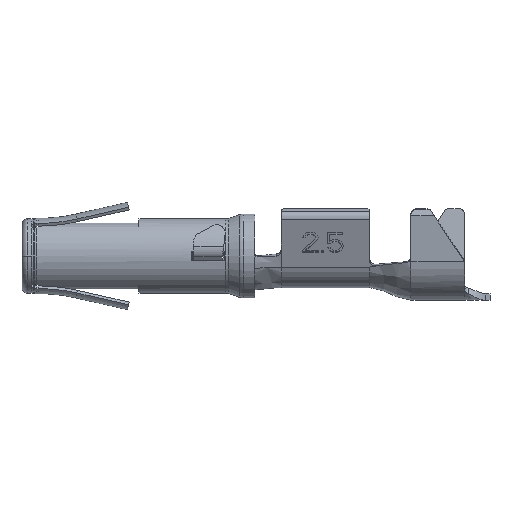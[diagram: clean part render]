
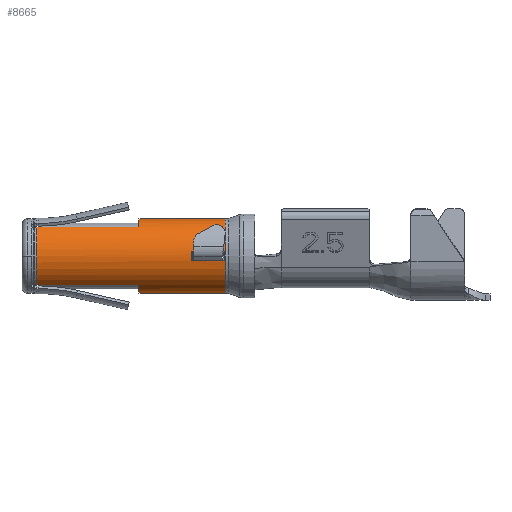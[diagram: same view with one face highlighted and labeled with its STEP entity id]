
A CAD part, left-side view. The second image highlights one B-rep face of the part: STEP entity #8665.
In plain terms, the highlighted cylindrical face has radius 1.79 mm (diameter 3.58 mm), a partial arc.
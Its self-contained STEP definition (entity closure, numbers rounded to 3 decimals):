
#674=CARTESIAN_POINT('',(0.,8.8,0.));
#675=DIRECTION('',(0.,1.,0.));
#676=DIRECTION('',(-0.642,0.,-0.766));
#677=AXIS2_PLACEMENT_3D('',#674,#675,#676);
#1102=DIRECTION('',(0.,-1.,0.));
#1103=VECTOR('',#1102,4.85);
#1104=CARTESIAN_POINT('',(-1.15,8.8,1.372));
#1105=LINE('',#1104,#1103);
#1114=CARTESIAN_POINT('',(0.,3.95,0.));
#1115=DIRECTION('',(0.,-1.,0.));
#1116=DIRECTION('',(-0.196,0.,0.981));
#1117=AXIS2_PLACEMENT_3D('',#1114,#1115,#1116);
#1128=DIRECTION('',(0.,-1.,0.));
#1129=VECTOR('',#1128,4.098);
#1130=CARTESIAN_POINT('',(-0.35,3.95,1.755));
#1131=LINE('',#1130,#1129);
#1144=CARTESIAN_POINT('',(0.,-0.148,0.));
#1145=DIRECTION('',(0.,1.,0.));
#1146=DIRECTION('',(-0.196,0.,-0.981));
#1147=AXIS2_PLACEMENT_3D('',#1144,#1145,#1146);
#1552=DIRECTION('',(0.,-1.,0.));
#1553=VECTOR('',#1552,4.098);
#1554=CARTESIAN_POINT('',(-0.35,3.95,-1.755));
#1555=LINE('',#1554,#1553);
#1564=CARTESIAN_POINT('',(0.,3.95,0.));
#1565=DIRECTION('',(0.,-1.,0.));
#1566=DIRECTION('',(-0.642,0.,-0.766));
#1567=AXIS2_PLACEMENT_3D('',#1564,#1565,#1566);
#1578=DIRECTION('',(0.,-1.,0.));
#1579=VECTOR('',#1578,4.85);
#1580=CARTESIAN_POINT('',(-1.15,8.8,-1.372));
#1581=LINE('',#1580,#1579);
#2096=DIRECTION('',(0.,-1.,0.));
#2097=VECTOR('',#2096,1.55);
#2098=CARTESIAN_POINT('',(-1.776,1.45,-0.225));
#2099=LINE('',#2098,#2097);
#2140=CARTESIAN_POINT('',(0.,1.35,0.));
#2141=DIRECTION('',(0.,-1.,0.));
#2142=DIRECTION('',(-0.938,0.,0.346));
#2143=AXIS2_PLACEMENT_3D('',#2140,#2141,#2142);
#2187=CARTESIAN_POINT('',(-1.679,1.35,0.62));
#2188=CARTESIAN_POINT('',(-1.667,1.35,0.653));
#2189=CARTESIAN_POINT('',(-1.642,1.34,
0.715));
#2190=CARTESIAN_POINT('',(-1.602,1.298,
0.801));
#2191=CARTESIAN_POINT('',(-1.562,1.23,
0.875));
#2192=CARTESIAN_POINT('',(-1.54,1.172,
0.912));
#2193=CARTESIAN_POINT('',(-1.531,1.14,
0.928));
#2199=CARTESIAN_POINT('',(-1.531,1.14,
0.928));
#2200=CARTESIAN_POINT('',(-1.507,1.056,
0.967));
#2201=CARTESIAN_POINT('',(-1.457,0.894,
1.043));
#2202=CARTESIAN_POINT('',(-1.373,0.665,
1.151));
#2203=CARTESIAN_POINT('',(-1.312,0.522,
1.218));
#2204=CARTESIAN_POINT('',(-1.281,0.453,
1.251));
#2210=CARTESIAN_POINT('',(-1.281,0.453,
1.251));
#2211=CARTESIAN_POINT('',(-1.266,0.422,
1.265));
#2212=CARTESIAN_POINT('',(-1.245,0.357,
1.286));
#2213=CARTESIAN_POINT('',(-1.235,0.258,
1.296));
#2214=CARTESIAN_POINT('',(-1.247,0.159,
1.284));
#2215=CARTESIAN_POINT('',(-1.283,0.06,
1.249));
#2216=CARTESIAN_POINT('',(-1.34,-0.028,
1.189));
#2217=CARTESIAN_POINT('',(-1.406,-0.094,
1.11));
#2218=CARTESIAN_POINT('',(-1.477,-0.134,
1.014));
#2219=CARTESIAN_POINT('',(-1.519,-0.139,
0.947));
#2220=CARTESIAN_POINT('',(-1.54,-0.135,
0.913));
#2226=CARTESIAN_POINT('',(-1.54,-0.135,
0.913));
#2227=CARTESIAN_POINT('',(-1.571,-0.128,
0.86));
#2228=CARTESIAN_POINT('',(-1.628,-0.113,
0.752));
#2229=CARTESIAN_POINT('',(-1.696,-0.09,
0.582));
#2230=CARTESIAN_POINT('',(-1.73,-0.074,
0.464));
#2231=CARTESIAN_POINT('',(-1.744,-0.065,
0.405));
#2243=CARTESIAN_POINT('',(-1.744,-0.065,
0.405));
#2244=CARTESIAN_POINT('',(-1.751,-0.059,
0.375));
#2245=CARTESIAN_POINT('',(-1.763,-0.046,
0.315));
#2246=CARTESIAN_POINT('',(-1.772,-0.035,
0.255));
#2247=CARTESIAN_POINT('',(-1.776,-0.03,0.225));
#2273=DIRECTION('',(0.,-1.,0.));
#2274=VECTOR('',#2273,0.07);
#2275=CARTESIAN_POINT('',(-1.776,-0.03,0.225));
#2276=LINE('',#2275,#2274);
#2285=DIRECTION('',(0.,-1.,0.));
#2286=VECTOR('',#2285,0.1);
#2287=CARTESIAN_POINT('',(-1.776,1.45,0.225));
#2288=LINE('',#2287,#2286);
#5850=CARTESIAN_POINT('',(0.,-0.1,0.));
#5851=DIRECTION('',(0.,-1.,0.));
#5852=DIRECTION('',(-0.992,0.,0.126));
#5853=AXIS2_PLACEMENT_3D('',#5850,#5851,#5852);
#5864=CARTESIAN_POINT('',(0.,1.45,0.));
#5865=DIRECTION('',(0.,1.,0.));
#5866=DIRECTION('',(-0.992,0.,-0.126));
#5867=AXIS2_PLACEMENT_3D('',#5864,#5865,#5866);
#6983=CARTESIAN_POINT('',(-1.776,1.45,-0.225));
#6984=CARTESIAN_POINT('',(-1.776,-0.1,-0.225));
#6985=VERTEX_POINT('',#6983);
#6986=VERTEX_POINT('',#6984);
#6995=CARTESIAN_POINT('',(-1.15,8.8,1.372));
#6996=CARTESIAN_POINT('',(-1.15,3.95,1.372));
#6997=VERTEX_POINT('',#6995);
#6998=VERTEX_POINT('',#6996);
#7011=CARTESIAN_POINT('',(-1.15,8.8,-1.372));
#7012=CARTESIAN_POINT('',(-1.15,3.95,-1.372));
#7013=VERTEX_POINT('',#7011);
#7014=VERTEX_POINT('',#7012);
#7079=CARTESIAN_POINT('',(-0.35,3.95,1.755));
#7080=CARTESIAN_POINT('',(-0.35,-0.148,1.755));
#7081=VERTEX_POINT('',#7079);
#7082=VERTEX_POINT('',#7080);
#7099=CARTESIAN_POINT('',(-0.35,3.95,-1.755));
#7100=CARTESIAN_POINT('',(-0.35,-0.148,-1.755));
#7101=VERTEX_POINT('',#7099);
#7102=VERTEX_POINT('',#7100);
#7107=CARTESIAN_POINT('',(-1.776,1.45,0.225));
#7108=VERTEX_POINT('',#7107);
#7109=CARTESIAN_POINT('',(-1.776,-0.1,0.225));
#7110=VERTEX_POINT('',#7109);
#7295=CARTESIAN_POINT('',(-1.679,1.35,0.62));
#7296=CARTESIAN_POINT('',(-1.776,1.35,0.225));
#7297=VERTEX_POINT('',#7295);
#7298=VERTEX_POINT('',#7296);
#7302=VERTEX_POINT('',#2243);
#7303=VERTEX_POINT('',#2247);
#7304=VERTEX_POINT('',#2210);
#7305=VERTEX_POINT('',#2220);
#7306=VERTEX_POINT('',#2193);
#8619=CARTESIAN_POINT('',(0.,10.053,0.));
#8620=DIRECTION('',(0.,-1.,0.));
#8621=DIRECTION('',(-1.,0.,0.));
#8622=AXIS2_PLACEMENT_3D('',#8619,#8620,#8621);
#8623=CYLINDRICAL_SURFACE('',#8622,1.79);
#8625=ORIENTED_EDGE('',*,*,#8624,.F.);
#8627=ORIENTED_EDGE('',*,*,#8626,.F.);
#8629=ORIENTED_EDGE('',*,*,#8628,.F.);
#8631=ORIENTED_EDGE('',*,*,#8630,.F.);
#8632=ORIENTED_EDGE('',*,*,#7552,.T.);
#8634=ORIENTED_EDGE('',*,*,#8633,.T.);
#8636=ORIENTED_EDGE('',*,*,#8635,.F.);
#8638=ORIENTED_EDGE('',*,*,#8637,.T.);
#8639=EDGE_LOOP('',(#8625,#8627,#8629,#8631,#8632,#8634,#8636,#8638));
#8640=FACE_OUTER_BOUND('',#8639,.F.);
#8642=ORIENTED_EDGE('',*,*,#8641,.T.);
#8644=ORIENTED_EDGE('',*,*,#8643,.F.);
#8646=ORIENTED_EDGE('',*,*,#8645,.F.);
#8648=ORIENTED_EDGE('',*,*,#8647,.T.);
#8650=ORIENTED_EDGE('',*,*,#8649,.F.);
#8652=ORIENTED_EDGE('',*,*,#8651,.F.);
#8654=ORIENTED_EDGE('',*,*,#8653,.F.);
#8656=ORIENTED_EDGE('',*,*,#8655,.F.);
#8658=ORIENTED_EDGE('',*,*,#8657,.F.);
#8660=ORIENTED_EDGE('',*,*,#8659,.F.);
#8662=ORIENTED_EDGE('',*,*,#8661,.F.);
#8663=EDGE_LOOP('',(#8642,#8644,#8646,#8648,#8650,#8652,#8654,#8656,#8658,#8660,
#8662));
#8664=FACE_BOUND('',#8663,.F.);
#8665=ADVANCED_FACE('',(#8640,#8664),#8623,.T.);
#678=CIRCLE('',#677,1.79);
#1118=CIRCLE('',#1117,1.79);
#1148=CIRCLE('',#1147,1.79);
#1568=CIRCLE('',#1567,1.79);
#2144=CIRCLE('',#2143,1.79);
#2194=B_SPLINE_CURVE_WITH_KNOTS('',3,(#2187,#2188,#2189,#2190,#2191,#2192,
#2193),.UNSPECIFIED.,.F.,.F.,(4,1,1,1,4),(0.,0.25,0.5,0.75,1.),
.UNSPECIFIED.);
#2205=B_SPLINE_CURVE_WITH_KNOTS('',3,(#2199,#2200,#2201,#2202,#2203,#2204),
.UNSPECIFIED.,.F.,.F.,(4,1,1,4),(0.,0.333,0.667,1.),
.UNSPECIFIED.);
#2221=B_SPLINE_CURVE_WITH_KNOTS('',3,(#2210,#2211,#2212,#2213,#2214,#2215,#2216,
#2217,#2218,#2219,#2220),.UNSPECIFIED.,.F.,.F.,(4,1,1,1,1,1,1,1,4),(0.,
0.125,0.25,0.375,0.5,0.625,0.75,0.875,1.),.UNSPECIFIED.);
#2232=B_SPLINE_CURVE_WITH_KNOTS('',3,(#2226,#2227,#2228,#2229,#2230,#2231),
.UNSPECIFIED.,.F.,.F.,(4,1,1,4),(0.,0.333,0.667,1.),
.UNSPECIFIED.);
#2248=B_SPLINE_CURVE_WITH_KNOTS('',3,(#2243,#2244,#2245,#2246,#2247),
.UNSPECIFIED.,.F.,.F.,(4,1,4),(0.,0.5,1.),.UNSPECIFIED.);
#5854=CIRCLE('',#5853,1.79);
#5868=CIRCLE('',#5867,1.79);
#7552=EDGE_CURVE('',#7013,#6997,#678,.T.);
#8624=EDGE_CURVE('',#7102,#7082,#1148,.T.);
#8626=EDGE_CURVE('',#7101,#7102,#1555,.T.);
#8628=EDGE_CURVE('',#7014,#7101,#1568,.T.);
#8630=EDGE_CURVE('',#7013,#7014,#1581,.T.);
#8633=EDGE_CURVE('',#6997,#6998,#1105,.T.);
#8635=EDGE_CURVE('',#7081,#6998,#1118,.T.);
#8637=EDGE_CURVE('',#7081,#7082,#1131,.T.);
#8641=EDGE_CURVE('',#7297,#7298,#2144,.T.);
#8643=EDGE_CURVE('',#7108,#7298,#2288,.T.);
#8645=EDGE_CURVE('',#6985,#7108,#5868,.T.);
#8647=EDGE_CURVE('',#6985,#6986,#2099,.T.);
#8649=EDGE_CURVE('',#7110,#6986,#5854,.T.);
#8651=EDGE_CURVE('',#7303,#7110,#2276,.T.);
#8653=EDGE_CURVE('',#7302,#7303,#2248,.T.);
#8655=EDGE_CURVE('',#7305,#7302,#2232,.T.);
#8657=EDGE_CURVE('',#7304,#7305,#2221,.T.);
#8659=EDGE_CURVE('',#7306,#7304,#2205,.T.);
#8661=EDGE_CURVE('',#7297,#7306,#2194,.T.);
